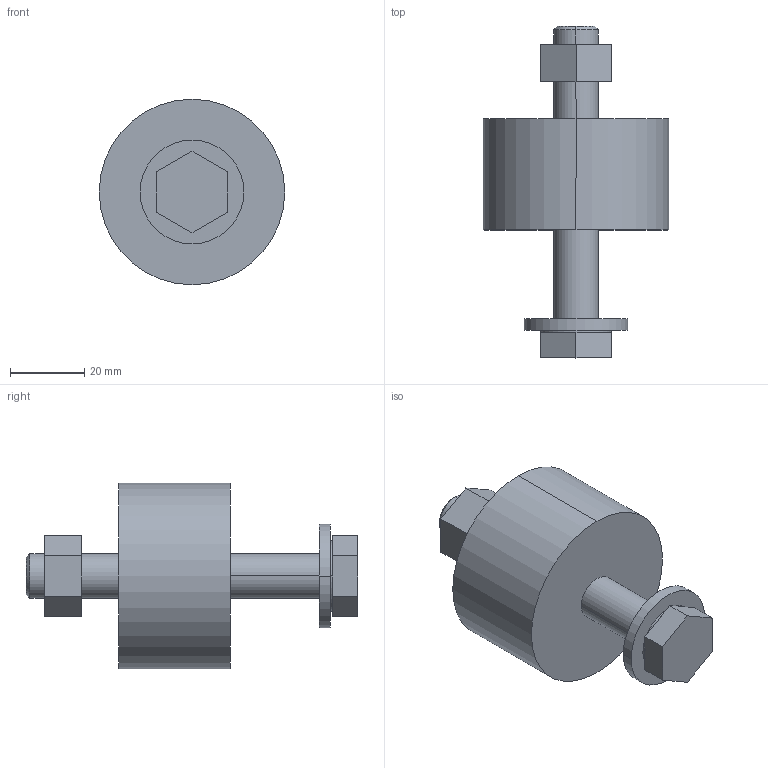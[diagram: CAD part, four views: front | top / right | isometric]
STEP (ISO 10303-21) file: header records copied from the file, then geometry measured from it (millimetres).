
FILE_DESCRIPTION (( 'STEP AP214' ), '1' );
FILE_NAME ('Teil15.STEP', '2017-10-02T06:48:08', ( '' ), ( '' ), 'SwSTEP 2.0', 'SolidWorks 2016', '' );
FILE_SCHEMA (( 'AUTOMOTIVE_DESIGN' ));
Length unit declared in the file: millimetre
Products named in the file (1): Teil15
Bounding box: 50 x 89.5 x 50 mm (x, y, z)
Volume: 70594.8 mm3; surface area: 12960.1 mm2
Topology: 1 solids, 1 shells, 40 faces, 86 edges, 54 vertices
Faces by surface type: plane 26, cylinder 12, cone 2
Entity records: 1323 total; most frequent: DIRECTION 198, CARTESIAN_POINT 181, ORIENTED_EDGE 172, EDGE_CURVE 86, AXIS2_PLACEMENT_3D 71, VECTOR 56, LINE 56, VERTEX_POINT 54
